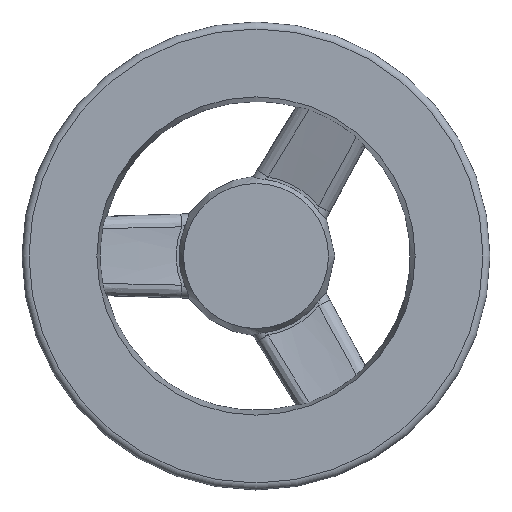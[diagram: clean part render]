
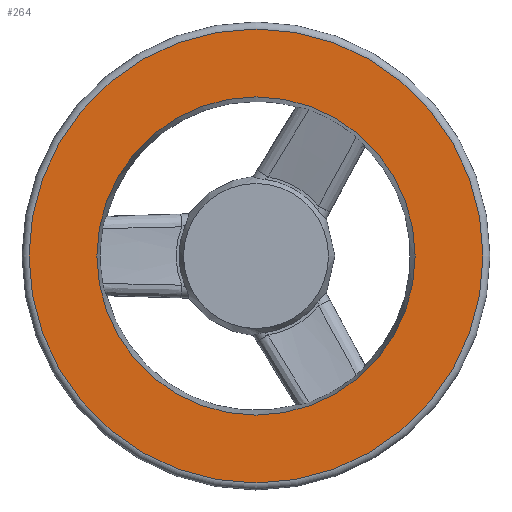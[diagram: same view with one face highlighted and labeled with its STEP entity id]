
A CAD part, left-side view. The second image highlights one B-rep face of the part: STEP entity #264.
In plain terms, the highlighted planar face has unit normal (-1, 0, 0).
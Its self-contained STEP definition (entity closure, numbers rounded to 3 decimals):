
#152=FACE_BOUND('',#448,.T.);
#204=CIRCLE('',#1488,48.5);
#205=CIRCLE('',#1489,34.);
#264=ADVANCED_FACE('',(#366,#152),#346,.T.);
#346=PLANE('',#1490);
#366=FACE_OUTER_BOUND('',#447,.T.);
#447=EDGE_LOOP('',(#649));
#448=EDGE_LOOP('',(#650));
#649=ORIENTED_EDGE('',*,*,#1195,.T.);
#650=ORIENTED_EDGE('',*,*,#1196,.F.);
#1049=VERTEX_POINT('',#2230);
#1050=VERTEX_POINT('',#2232);
#1195=EDGE_CURVE('',#1049,#1049,#204,.T.);
#1196=EDGE_CURVE('',#1050,#1050,#205,.T.);
#1488=AXIS2_PLACEMENT_3D('',#2229,#1633,#1634);
#1489=AXIS2_PLACEMENT_3D('',#2231,#1635,#1636);
#1490=AXIS2_PLACEMENT_3D('',#2233,#1637,#1638);
#1633=DIRECTION('',(-1.,0.,0.));
#1634=DIRECTION('',(0.,0.,1.));
#1635=DIRECTION('',(-1.,0.,0.));
#1636=DIRECTION('',(0.,0.,1.));
#1637=DIRECTION('',(-1.,0.,0.));
#1638=DIRECTION('',(0.,0.,1.));
#2229=CARTESIAN_POINT('',(367.278,254.37,21.074));
#2230=CARTESIAN_POINT('',(367.278,254.37,69.574));
#2231=CARTESIAN_POINT('',(367.278,254.37,21.074));
#2232=CARTESIAN_POINT('',(367.278,254.37,55.074));
#2233=CARTESIAN_POINT('',(367.278,220.37,21.074));
